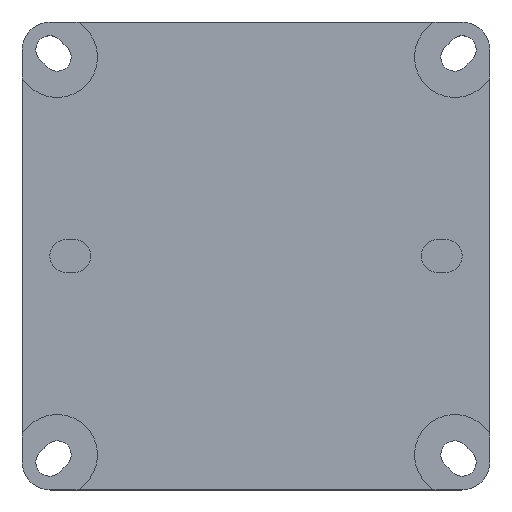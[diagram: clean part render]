
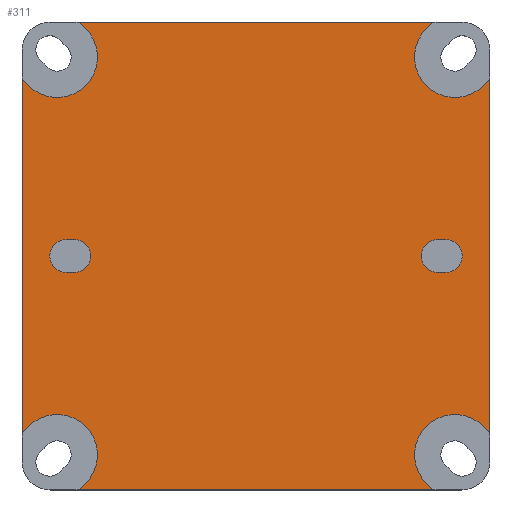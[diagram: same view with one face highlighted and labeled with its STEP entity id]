
A CAD part, top view. The second image highlights one B-rep face of the part: STEP entity #311.
In plain terms, the highlighted planar face has unit normal (0, 0, 1).
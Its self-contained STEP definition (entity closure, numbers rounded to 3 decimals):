
#311=ADVANCED_FACE('',(#399,#400,#401),#368,.T.);
#368=PLANE('',#1983);
#399=FACE_BOUND('',#502,.T.);
#400=FACE_BOUND('',#503,.T.);
#401=FACE_BOUND('',#504,.T.);
#502=EDGE_LOOP('',(#1261,#1262,#1263,#1264));
#503=EDGE_LOOP('',(#1265,#1266,#1267,#1268,#1269,#1270,#1271,#1272,#1273,
#1274,#1275,#1276,#1277,#1278,#1279,#1280));
#504=EDGE_LOOP('',(#1281,#1282,#1283,#1284));
#539=LINE('',#2525,#683);
#546=LINE('',#2538,#690);
#552=LINE('',#2550,#696);
#584=LINE('',#3425,#728);
#589=LINE('',#3434,#733);
#633=LINE('',#3822,#777);
#638=LINE('',#3837,#782);
#641=LINE('',#4773,#785);
#644=LINE('',#4779,#788);
#645=LINE('',#4781,#789);
#647=LINE('',#4785,#791);
#648=LINE('',#4787,#792);
#649=LINE('',#4791,#793);
#650=LINE('',#4792,#794);
#651=LINE('',#4796,#795);
#652=LINE('',#4798,#796);
#683=VECTOR('',#2066,1.);
#690=VECTOR('',#2075,1.);
#696=VECTOR('',#2083,1.);
#728=VECTOR('',#2181,1.);
#733=VECTOR('',#2190,1.);
#777=VECTOR('',#2332,1.);
#782=VECTOR('',#2345,1.);
#785=VECTOR('',#2378,1.);
#788=VECTOR('',#2385,1.);
#789=VECTOR('',#2388,1.);
#791=VECTOR('',#2392,1.);
#792=VECTOR('',#2393,1.);
#793=VECTOR('',#2396,1.);
#794=VECTOR('',#2397,1.);
#795=VECTOR('',#2400,1.);
#796=VECTOR('',#2403,1.);
#1261=ORIENTED_EDGE('',*,*,#1738,.T.);
#1262=ORIENTED_EDGE('',*,*,#1558,.F.);
#1263=ORIENTED_EDGE('',*,*,#1552,.F.);
#1264=ORIENTED_EDGE('',*,*,#1556,.F.);
#1265=ORIENTED_EDGE('',*,*,#1744,.T.);
#1266=ORIENTED_EDGE('',*,*,#1661,.F.);
#1267=ORIENTED_EDGE('',*,*,#1745,.T.);
#1268=ORIENTED_EDGE('',*,*,#1746,.T.);
#1269=ORIENTED_EDGE('',*,*,#1747,.T.);
#1270=ORIENTED_EDGE('',*,*,#1656,.F.);
#1271=ORIENTED_EDGE('',*,*,#1748,.T.);
#1272=ORIENTED_EDGE('',*,*,#1749,.T.);
#1273=ORIENTED_EDGE('',*,*,#1750,.T.);
#1274=ORIENTED_EDGE('',*,*,#1539,.T.);
#1275=ORIENTED_EDGE('',*,*,#1741,.T.);
#1276=ORIENTED_EDGE('',*,*,#1751,.T.);
#1277=ORIENTED_EDGE('',*,*,#1742,.T.);
#1278=ORIENTED_EDGE('',*,*,#1546,.T.);
#1279=ORIENTED_EDGE('',*,*,#1752,.T.);
#1280=ORIENTED_EDGE('',*,*,#1753,.T.);
#1281=ORIENTED_EDGE('',*,*,#1714,.T.);
#1282=ORIENTED_EDGE('',*,*,#1718,.T.);
#1283=ORIENTED_EDGE('',*,*,#1721,.T.);
#1284=ORIENTED_EDGE('',*,*,#1724,.T.);
#1365=VERTEX_POINT('',#2526);
#1366=VERTEX_POINT('',#2527);
#1369=VERTEX_POINT('',#2537);
#1370=VERTEX_POINT('',#2539);
#1373=VERTEX_POINT('',#2548);
#1375=VERTEX_POINT('',#2551);
#1377=VERTEX_POINT('',#2557);
#1379=VERTEX_POINT('',#2563);
#1465=VERTEX_POINT('',#3426);
#1466=VERTEX_POINT('',#3427);
#1467=VERTEX_POINT('',#3435);
#1468=VERTEX_POINT('',#3436);
#1474=VERTEX_POINT('',#3823);
#1475=VERTEX_POINT('',#3824);
#1478=VERTEX_POINT('',#3832);
#1480=VERTEX_POINT('',#3838);
#1491=VERTEX_POINT('',#4778);
#1492=VERTEX_POINT('',#4782);
#1493=VERTEX_POINT('',#4786);
#1494=VERTEX_POINT('',#4788);
#1495=VERTEX_POINT('',#4790);
#1496=VERTEX_POINT('',#4793);
#1497=VERTEX_POINT('',#4795);
#1498=VERTEX_POINT('',#4799);
#1539=EDGE_CURVE('',#1365,#1366,#539,.T.);
#1546=EDGE_CURVE('',#1370,#1369,#546,.T.);
#1552=EDGE_CURVE('',#1373,#1375,#552,.T.);
#1556=EDGE_CURVE('',#1377,#1373,#1776,.T.);
#1558=EDGE_CURVE('',#1375,#1379,#1778,.T.);
#1656=EDGE_CURVE('',#1465,#1466,#584,.T.);
#1661=EDGE_CURVE('',#1467,#1468,#589,.T.);
#1714=EDGE_CURVE('',#1474,#1475,#633,.T.);
#1718=EDGE_CURVE('',#1475,#1478,#1805,.T.);
#1721=EDGE_CURVE('',#1478,#1480,#638,.T.);
#1724=EDGE_CURVE('',#1480,#1474,#1807,.T.);
#1738=EDGE_CURVE('',#1377,#1379,#641,.T.);
#1741=EDGE_CURVE('',#1366,#1491,#644,.T.);
#1742=EDGE_CURVE('',#1492,#1370,#645,.T.);
#1744=EDGE_CURVE('',#1493,#1468,#647,.T.);
#1745=EDGE_CURVE('',#1467,#1494,#648,.T.);
#1746=EDGE_CURVE('',#1494,#1495,#1813,.T.);
#1747=EDGE_CURVE('',#1495,#1466,#649,.T.);
#1748=EDGE_CURVE('',#1465,#1496,#650,.T.);
#1749=EDGE_CURVE('',#1496,#1497,#1814,.T.);
#1750=EDGE_CURVE('',#1497,#1365,#651,.T.);
#1751=EDGE_CURVE('',#1491,#1492,#1815,.T.);
#1752=EDGE_CURVE('',#1369,#1498,#652,.T.);
#1753=EDGE_CURVE('',#1498,#1493,#1816,.T.);
#1776=CIRCLE('',#1873,4.05);
#1778=CIRCLE('',#1876,4.05);
#1805=CIRCLE('',#1957,4.05);
#1807=CIRCLE('',#1961,4.05);
#1813=CIRCLE('',#1979,10.);
#1814=CIRCLE('',#1980,10.);
#1815=CIRCLE('',#1981,10.);
#1816=CIRCLE('',#1982,10.);
#1873=AXIS2_PLACEMENT_3D('',#2559,#2089,#2090);
#1876=AXIS2_PLACEMENT_3D('',#2562,#2095,#2096);
#1957=AXIS2_PLACEMENT_3D('',#3831,#2338,#2339);
#1961=AXIS2_PLACEMENT_3D('',#3843,#2350,#2351);
#1979=AXIS2_PLACEMENT_3D('',#4789,#2394,#2395);
#1980=AXIS2_PLACEMENT_3D('',#4794,#2398,#2399);
#1981=AXIS2_PLACEMENT_3D('',#4797,#2401,#2402);
#1982=AXIS2_PLACEMENT_3D('',#4800,#2404,#2405);
#1983=AXIS2_PLACEMENT_3D('',#4801,#2406,#2407);
#2066=DIRECTION('',(1.,0.,0.));
#2075=DIRECTION('',(0.,1.,0.));
#2083=DIRECTION('',(1.,0.,0.));
#2089=DIRECTION('',(0.,0.,1.));
#2090=DIRECTION('',(1.,0.,0.));
#2095=DIRECTION('',(0.,0.,1.));
#2096=DIRECTION('',(1.,0.,0.));
#2181=DIRECTION('',(0.,1.,0.));
#2190=DIRECTION('',(1.,0.,0.));
#2332=DIRECTION('',(1.,0.,0.));
#2338=DIRECTION('',(0.,0.,-1.));
#2339=DIRECTION('',(-1.,0.,0.));
#2345=DIRECTION('',(-1.,0.,0.));
#2350=DIRECTION('',(0.,0.,-1.));
#2351=DIRECTION('',(-1.,0.,0.));
#2378=DIRECTION('',(1.,0.,0.));
#2385=DIRECTION('',(-0.707,0.707,0.));
#2388=DIRECTION('',(0.707,-0.707,0.));
#2392=DIRECTION('',(0.707,0.707,0.));
#2393=DIRECTION('',(0.707,-0.707,0.));
#2394=DIRECTION('',(0.,0.,-1.));
#2395=DIRECTION('',(0.,-1.,0.));
#2396=DIRECTION('',(-0.707,0.707,0.));
#2397=DIRECTION('',(0.707,0.707,0.));
#2398=DIRECTION('',(0.,0.,-1.));
#2399=DIRECTION('',(1.,0.,0.));
#2400=DIRECTION('',(-0.707,-0.707,0.));
#2401=DIRECTION('',(0.,0.,-1.));
#2402=DIRECTION('',(0.,1.,0.));
#2403=DIRECTION('',(-0.707,-0.707,0.));
#2404=DIRECTION('',(0.,0.,-1.));
#2405=DIRECTION('',(-1.,0.,0.));
#2406=DIRECTION('',(0.,0.,1.));
#2407=DIRECTION('',(1.,0.,0.));
#2525=CARTESIAN_POINT('',(51.,-58.,62.5));
#2526=CARTESIAN_POINT('',(-43.858,-58.,62.5));
#2527=CARTESIAN_POINT('',(43.858,-58.,62.5));
#2537=CARTESIAN_POINT('',(58.,43.858,62.5));
#2538=CARTESIAN_POINT('',(58.,0.,62.5));
#2539=CARTESIAN_POINT('',(58.,-43.858,62.5));
#2548=CARTESIAN_POINT('',(45.,-4.05,62.5));
#2550=CARTESIAN_POINT('',(47.05,-4.05,62.5));
#2551=CARTESIAN_POINT('',(47.05,-4.05,62.5));
#2557=CARTESIAN_POINT('',(45.,4.05,62.5));
#2559=CARTESIAN_POINT('',(45.,0.,62.5));
#2562=CARTESIAN_POINT('',(47.05,0.,62.5));
#2563=CARTESIAN_POINT('',(47.05,4.05,62.5));
#3425=CARTESIAN_POINT('',(-58.,-51.,62.5));
#3426=CARTESIAN_POINT('',(-58.,-43.858,62.5));
#3427=CARTESIAN_POINT('',(-58.,43.858,62.5));
#3434=CARTESIAN_POINT('',(0.,58.,62.5));
#3435=CARTESIAN_POINT('',(-43.858,58.,62.5));
#3436=CARTESIAN_POINT('',(43.858,58.,62.5));
#3822=CARTESIAN_POINT('',(-47.05,4.05,62.5));
#3823=CARTESIAN_POINT('',(-47.05,4.05,62.5));
#3824=CARTESIAN_POINT('',(-45.,4.05,62.5));
#3831=CARTESIAN_POINT('',(-45.,0.,62.5));
#3832=CARTESIAN_POINT('',(-45.,-4.05,62.5));
#3837=CARTESIAN_POINT('',(-45.,-4.05,62.5));
#3838=CARTESIAN_POINT('',(-47.05,-4.05,62.5));
#3843=CARTESIAN_POINT('',(-47.05,0.,62.5));
#4773=CARTESIAN_POINT('',(45.,4.05,62.5));
#4778=CARTESIAN_POINT('',(42.229,-56.371,62.5));
#4779=CARTESIAN_POINT('',(42.229,-56.371,62.5));
#4781=CARTESIAN_POINT('',(60.,-45.858,62.5));
#4782=CARTESIAN_POINT('',(56.371,-42.229,62.5));
#4785=CARTESIAN_POINT('',(42.229,56.371,62.5));
#4786=CARTESIAN_POINT('',(42.229,56.371,62.5));
#4787=CARTESIAN_POINT('',(-45.858,60.,62.5));
#4788=CARTESIAN_POINT('',(-42.229,56.371,62.5));
#4789=CARTESIAN_POINT('',(-49.3,49.3,62.5));
#4790=CARTESIAN_POINT('',(-56.371,42.229,62.5));
#4791=CARTESIAN_POINT('',(-56.371,42.229,62.5));
#4792=CARTESIAN_POINT('',(-60.,-45.858,62.5));
#4793=CARTESIAN_POINT('',(-56.371,-42.229,62.5));
#4794=CARTESIAN_POINT('',(-49.3,-49.3,62.5));
#4795=CARTESIAN_POINT('',(-42.229,-56.371,62.5));
#4796=CARTESIAN_POINT('',(-42.229,-56.371,62.5));
#4797=CARTESIAN_POINT('',(49.3,-49.3,62.5));
#4798=CARTESIAN_POINT('',(60.,45.858,62.5));
#4799=CARTESIAN_POINT('',(56.371,42.229,62.5));
#4800=CARTESIAN_POINT('',(49.3,49.3,62.5));
#4801=CARTESIAN_POINT('',(49.3,-49.3,62.5));
